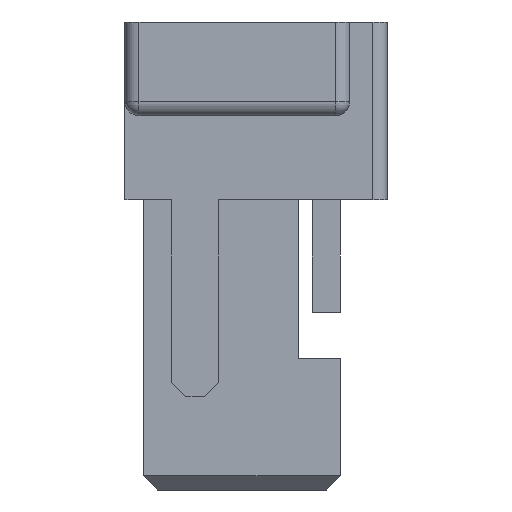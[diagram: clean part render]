
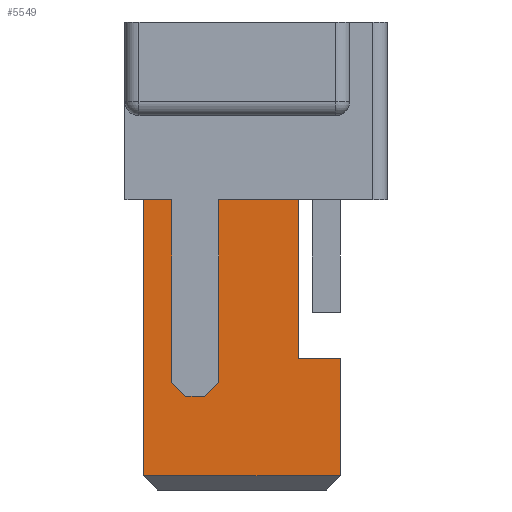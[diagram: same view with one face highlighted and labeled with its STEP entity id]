
A CAD part, left-side view. The second image highlights one B-rep face of the part: STEP entity #5549.
In plain terms, the highlighted planar face has unit normal (-1, 0, 0).
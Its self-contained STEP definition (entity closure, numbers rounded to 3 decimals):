
#201=ORIENTED_EDGE('',*,*,#1718,.F.);
#202=ORIENTED_EDGE('',*,*,#1853,.F.);
#203=ORIENTED_EDGE('',*,*,#1854,.T.);
#204=ORIENTED_EDGE('',*,*,#1855,.F.);
#205=ORIENTED_EDGE('',*,*,#1856,.F.);
#206=ORIENTED_EDGE('',*,*,#1857,.T.);
#207=ORIENTED_EDGE('',*,*,#1858,.F.);
#208=ORIENTED_EDGE('',*,*,#1859,.T.);
#209=ORIENTED_EDGE('',*,*,#1860,.F.);
#210=ORIENTED_EDGE('',*,*,#1861,.F.);
#211=ORIENTED_EDGE('',*,*,#1862,.T.);
#212=ORIENTED_EDGE('',*,*,#1863,.T.);
#1718=EDGE_CURVE('',#2545,#2546,#3077,.T.);
#1853=EDGE_CURVE('',#2678,#2545,#3206,.T.);
#1854=EDGE_CURVE('',#2678,#2679,#3207,.T.);
#1855=EDGE_CURVE('',#2680,#2679,#3208,.T.);
#1856=EDGE_CURVE('',#2681,#2680,#3209,.T.);
#1857=EDGE_CURVE('',#2681,#2682,#3210,.F.);
#1858=EDGE_CURVE('',#2683,#2682,#3211,.T.);
#1859=EDGE_CURVE('',#2683,#2684,#3212,.F.);
#1860=EDGE_CURVE('',#2685,#2684,#3213,.T.);
#1861=EDGE_CURVE('',#2686,#2685,#3214,.T.);
#1862=EDGE_CURVE('',#2686,#2687,#3215,.T.);
#1863=EDGE_CURVE('',#2687,#2546,#3216,.T.);
#2545=VERTEX_POINT('',#7584);
#2546=VERTEX_POINT('',#7585);
#2678=VERTEX_POINT('',#7855);
#2679=VERTEX_POINT('',#7857);
#2680=VERTEX_POINT('',#7859);
#2681=VERTEX_POINT('',#7861);
#2682=VERTEX_POINT('',#7863);
#2683=VERTEX_POINT('',#7865);
#2684=VERTEX_POINT('',#7867);
#2685=VERTEX_POINT('',#7869);
#2686=VERTEX_POINT('',#7871);
#2687=VERTEX_POINT('',#7873);
#3077=LINE('',#7583,#3880);
#3206=LINE('',#7854,#4009);
#3207=LINE('',#7856,#4010);
#3208=LINE('',#7858,#4011);
#3209=LINE('',#7860,#4012);
#3210=LINE('',#7862,#4013);
#3211=LINE('',#7864,#4014);
#3212=LINE('',#7866,#4015);
#3213=LINE('',#7868,#4016);
#3214=LINE('',#7870,#4017);
#3215=LINE('',#7872,#4018);
#3216=LINE('',#7874,#4019);
#3880=VECTOR('',#6160,1000.);
#4009=VECTOR('',#6307,1000.);
#4010=VECTOR('',#6308,1000.);
#4011=VECTOR('',#6309,1000.);
#4012=VECTOR('',#6310,1000.);
#4013=VECTOR('',#6311,1000.);
#4014=VECTOR('',#6312,1000.);
#4015=VECTOR('',#6313,1000.);
#4016=VECTOR('',#6314,1000.);
#4017=VECTOR('',#6315,1000.);
#4018=VECTOR('',#6316,1000.);
#4019=VECTOR('',#6317,1000.);
#4692=EDGE_LOOP('',(#201,#202,#203,#204,#205,#206,#207,#208,#209,#210,#211,
#212));
#4989=FACE_BOUND('',#4692,.T.);
#5280=PLANE('',#5855);
#5549=ADVANCED_FACE('',(#4989),#5280,.T.);
#5855=AXIS2_PLACEMENT_3D('',#7853,#6305,#6306);
#6160=DIRECTION('',(0.,0.,-1.));
#6305=DIRECTION('',(-1.,0.,0.));
#6306=DIRECTION('',(0.,0.,1.));
#6307=DIRECTION('',(0.,-1.,0.));
#6308=DIRECTION('',(0.,0.,1.));
#6309=DIRECTION('',(0.,-1.,0.));
#6310=DIRECTION('',(0.,0.,1.));
#6311=DIRECTION('',(0.,-0.707,0.707));
#6312=DIRECTION('',(0.,-1.,0.));
#6313=DIRECTION('',(0.,-0.707,-0.707));
#6314=DIRECTION('',(0.,0.,-1.));
#6315=DIRECTION('',(0.,-1.,0.));
#6316=DIRECTION('',(0.,0.,-1.));
#6317=DIRECTION('',(0.,-1.,0.));
#7583=CARTESIAN_POINT('',(-3.2,-0.9,0.6));
#7584=CARTESIAN_POINT('',(-3.2,-0.9,-1.1));
#7585=CARTESIAN_POINT('',(-3.2,-0.9,-2.35));
#7853=CARTESIAN_POINT('',(-3.2,0.,0.));
#7854=CARTESIAN_POINT('',(-3.2,-0.45,-1.1));
#7855=CARTESIAN_POINT('',(-3.2,-0.45,-1.1));
#7856=CARTESIAN_POINT('',(-3.2,-0.45,-1.1));
#7857=CARTESIAN_POINT('',(-3.2,-0.45,0.6));
#7858=CARTESIAN_POINT('',(-3.2,0.4,0.6));
#7859=CARTESIAN_POINT('',(-3.2,0.4,0.6));
#7860=CARTESIAN_POINT('',(-3.2,0.4,-1.5));
#7861=CARTESIAN_POINT('',(-3.2,0.4,-1.35));
#7862=CARTESIAN_POINT('',(-3.2,0.4,-1.35));
#7863=CARTESIAN_POINT('',(-3.2,0.55,-1.5));
#7864=CARTESIAN_POINT('',(-3.2,0.9,-1.5));
#7865=CARTESIAN_POINT('',(-3.2,0.75,-1.5));
#7866=CARTESIAN_POINT('',(-3.2,0.75,-1.5));
#7867=CARTESIAN_POINT('',(-3.2,0.9,-1.35));
#7868=CARTESIAN_POINT('',(-3.2,0.9,0.6));
#7869=CARTESIAN_POINT('',(-3.2,0.9,0.6));
#7870=CARTESIAN_POINT('',(-3.2,1.4,0.6));
#7871=CARTESIAN_POINT('',(-3.2,1.2,0.6));
#7872=CARTESIAN_POINT('',(-3.2,1.2,0.6));
#7873=CARTESIAN_POINT('',(-3.2,1.2,-2.35));
#7874=CARTESIAN_POINT('',(-3.2,0.,-2.35));
